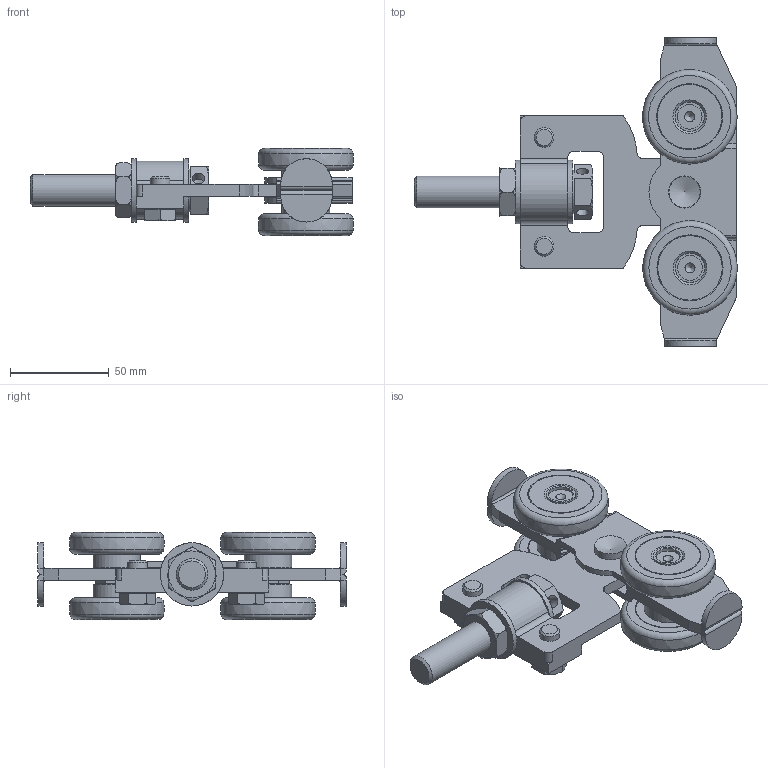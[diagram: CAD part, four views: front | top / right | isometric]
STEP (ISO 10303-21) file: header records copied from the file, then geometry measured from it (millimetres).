
FILE_DESCRIPTION((''),'2;1');
FILE_NAME('9255.stp','2012-01-04T14:14:36',('Marc'),(''),'Autodesk Inventor 2011','Autodesk Inventor 2011','');
FILE_SCHEMA(('AUTOMOTIVE_DESIGN { 1 0 10303 214 1 1 1 1 }'));
Length unit declared in the file: millimetre
Products named in the file (1): Pièce9
Bounding box: 163.25 x 156 x 44 mm (x, y, z)
Volume: 187438.8 mm3; surface area: 85710.4 mm2
Topology: 12 solids, 15 shells, 382 faces, 892 edges, 568 vertices
Faces by surface type: plane 185, cylinder 122, cone 37, bspline 20, torus 18
Full cylindrical faces by diameter (mm): 6.2 x3, 10 x4, 10.1 x2, 12.5 x4, 14.63 x2, 14.8 x4, 15 x4, 15.8 x1, 16 x2, 16.2 x3, 18 x1, 22 x1, 24 x4, 32 x2, 32.6 x8, 33.4 x8
Entity records: 11164 total; most frequent: CARTESIAN_POINT 2429, DIRECTION 1714, ORIENTED_EDGE 1558, EDGE_CURVE 779, AXIS2_PLACEMENT_3D 660, VERTEX_POINT 549, EDGE_LOOP 538, VECTOR 394
